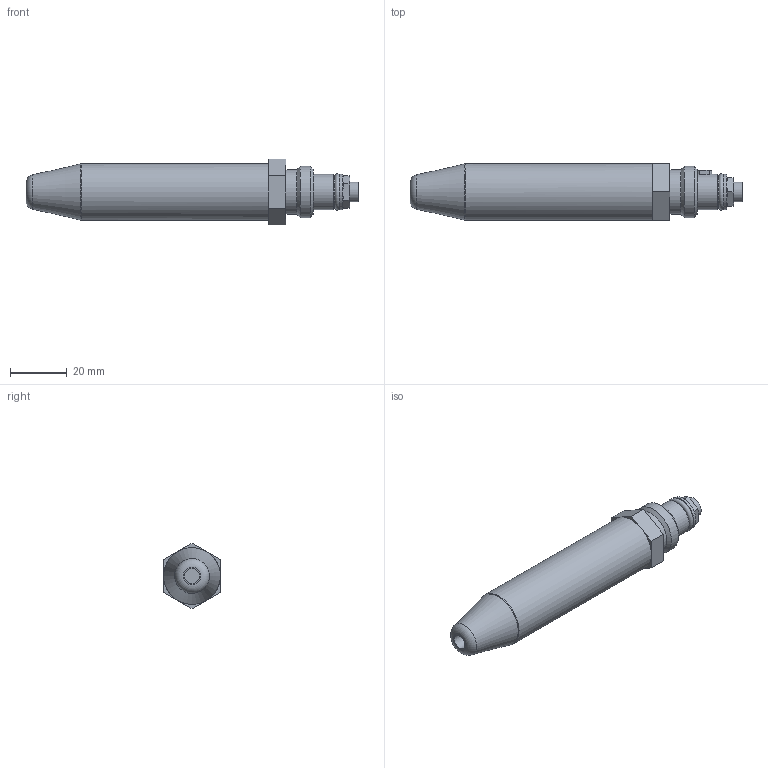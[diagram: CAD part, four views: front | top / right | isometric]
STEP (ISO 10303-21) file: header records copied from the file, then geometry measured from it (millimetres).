
FILE_DESCRIPTION(/* description */ ('','CAx-IF Rec.Pracs.---Representation and Presentation of Product Manufacturing Information (PMI)---4.0---2014-10-13'),/* implementation_level */ '2;1');
FILE_NAME(/* name */ 'Single Fibre CCR - AISI316.stp',/* time_stamp */ '2024-06-27T08:24:56+02:00',/* author */ ('sh'),/* organization */ (''),/* preprocessor_version */ 'ST-DEVELOPER v19.2',/* originating_system */ 'Autodesk Inventor 2023',/* authorisation */ '');
FILE_SCHEMA (('AP242_MANAGED_MODEL_BASED_3D_ENGINEERING_MIM_LF { 1 0 10303 442 1 1 4 }'));
Length unit declared in the file: millimetre
Products named in the file (1): 10144431_RevC
Bounding box: 117.05 x 20 x 23.09 mm (x, y, z)
Volume: 29915 mm3; surface area: 8359.2 mm2
Topology: 1 solids, 4 shells, 87 faces, 183 edges, 114 vertices
Faces by surface type: plane 44, cylinder 23, torus 10, cone 10
Full cylindrical faces by diameter (mm): 0.2 x1, 2.6 x1, 3.3 x1, 5.3 x1, 6.9 x1, 7 x1, 7.2 x1, 10 x2, 12.352 x1, 12.5 x2, 12.65 x1, 15.7 x1, 17.45 x1, 18 x1, 20 x1
Entity records: 2645 total; most frequent: CARTESIAN_POINT 455, DIRECTION 443, ORIENTED_EDGE 368, EDGE_CURVE 184, AXIS2_PLACEMENT_3D 183, VERTEX_POINT 114, EDGE_LOOP 105, STYLED_ITEM 92
